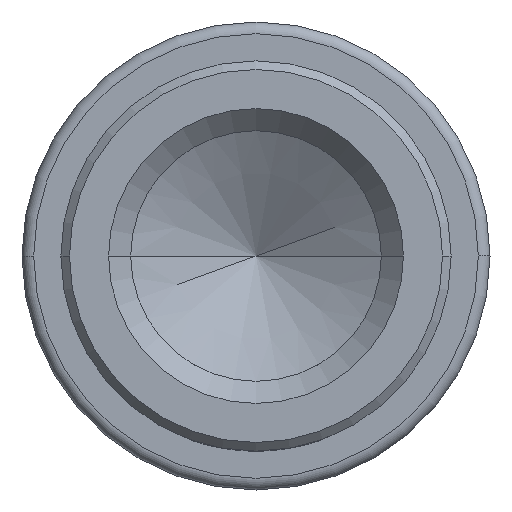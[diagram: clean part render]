
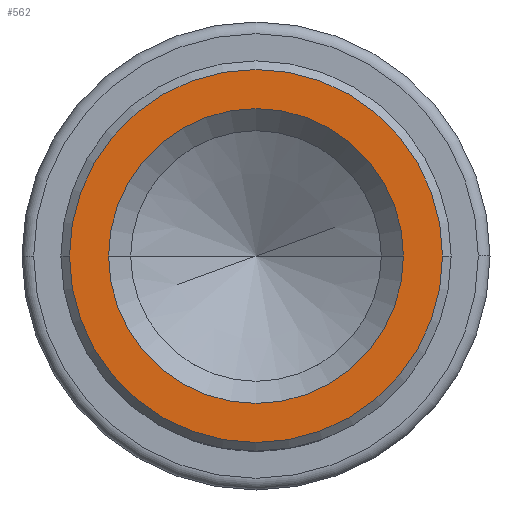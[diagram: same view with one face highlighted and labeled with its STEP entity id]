
A CAD part, front view. The second image highlights one B-rep face of the part: STEP entity #562.
In plain terms, the highlighted planar face has unit normal (0, -1, 0).
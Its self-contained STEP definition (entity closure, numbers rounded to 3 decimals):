
#1=CARTESIAN_POINT('',(0.,-4.194,0.));
#2=DIRECTION('',(0.,-1.,0.));
#3=DIRECTION('',(-1.,0.,0.));
#4=AXIS2_PLACEMENT_3D('',#1,#2,#3);
#6=CARTESIAN_POINT('',(0.,-4.194,0.));
#7=DIRECTION('',(0.,-1.,0.));
#8=DIRECTION('',(1.,0.,0.));
#9=AXIS2_PLACEMENT_3D('',#6,#7,#8);
#11=CARTESIAN_POINT('',(0.,-4.194,0.));
#12=DIRECTION('',(0.,-1.,0.));
#13=DIRECTION('',(1.,0.,0.));
#14=AXIS2_PLACEMENT_3D('',#11,#12,#13);
#24=CARTESIAN_POINT('',(0.,-4.194,0.));
#25=DIRECTION('',(0.,1.,0.));
#26=DIRECTION('',(1.,0.,0.));
#27=AXIS2_PLACEMENT_3D('',#24,#25,#26);
#473=CARTESIAN_POINT('',(0.864,-4.194,0.));
#475=VERTEX_POINT('',#473);
#477=CARTESIAN_POINT('',(-0.864,-4.194,0.));
#479=VERTEX_POINT('',#477);
#491=CARTESIAN_POINT('',(-0.683,-4.194,0.));
#492=CARTESIAN_POINT('',(0.683,-4.194,0.));
#493=VERTEX_POINT('',#491);
#494=VERTEX_POINT('',#492);
#545=CARTESIAN_POINT('',(0.,-4.194,0.));
#546=DIRECTION('',(0.,-1.,0.));
#547=DIRECTION('',(-1.,0.,0.));
#548=AXIS2_PLACEMENT_3D('',#545,#546,#547);
#549=PLANE('',#548);
#551=ORIENTED_EDGE('',*,*,#550,.F.);
#553=ORIENTED_EDGE('',*,*,#552,.T.);
#554=EDGE_LOOP('',(#551,#553));
#555=FACE_OUTER_BOUND('',#554,.F.);
#557=ORIENTED_EDGE('',*,*,#556,.T.);
#559=ORIENTED_EDGE('',*,*,#558,.T.);
#560=EDGE_LOOP('',(#557,#559));
#561=FACE_BOUND('',#560,.F.);
#562=ADVANCED_FACE('',(#555,#561),#549,.T.);
#5=CIRCLE('',#4,0.683);
#10=CIRCLE('',#9,0.683);
#15=CIRCLE('',#14,0.864);
#28=CIRCLE('',#27,0.864);
#550=EDGE_CURVE('',#475,#479,#15,.T.);
#552=EDGE_CURVE('',#475,#479,#28,.T.);
#556=EDGE_CURVE('',#493,#494,#5,.T.);
#558=EDGE_CURVE('',#494,#493,#10,.T.);
